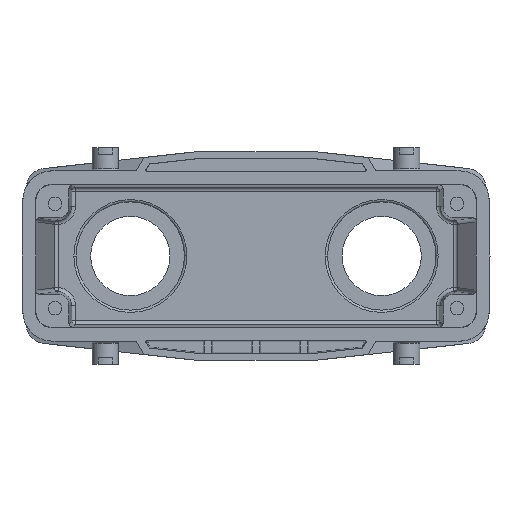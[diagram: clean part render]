
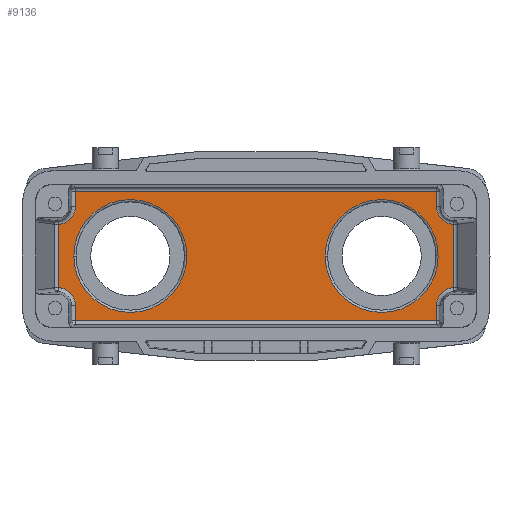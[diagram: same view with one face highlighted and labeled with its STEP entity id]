
A CAD part, front view. The second image highlights one B-rep face of the part: STEP entity #9136.
In plain terms, the highlighted planar face has unit normal (0, -1, 0).
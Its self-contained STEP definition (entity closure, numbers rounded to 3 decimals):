
#44=CARTESIAN_POINT('',(-51.35,64.,12.85));
#45=DIRECTION('',(0.,1.,0.));
#46=DIRECTION('',(1.,0.,0.));
#47=AXIS2_PLACEMENT_3D('',#44,#45,#46);
#52=DIRECTION('',(0.,0.,-1.));
#53=VECTOR('',#52,3.896);
#54=CARTESIAN_POINT('',(-46.69,64.,16.746));
#55=LINE('',#54,#53);
#59=DIRECTION('',(1.,0.,0.));
#60=VECTOR('',#59,93.38);
#61=CARTESIAN_POINT('',(-46.69,64.,16.746));
#62=LINE('',#61,#60);
#66=DIRECTION('',(0.,0.,1.));
#67=VECTOR('',#66,3.896);
#68=CARTESIAN_POINT('',(46.69,64.,12.85));
#69=LINE('',#68,#67);
#73=CARTESIAN_POINT('',(51.35,64.,12.85));
#74=DIRECTION('',(0.,1.,0.));
#75=DIRECTION('',(-0.04,0.,-0.999));
#76=AXIS2_PLACEMENT_3D('',#73,#74,#75);
#81=DIRECTION('',(0.,0.,-1.));
#82=VECTOR('',#81,16.388);
#83=CARTESIAN_POINT('',(51.166,64.,8.194));
#84=LINE('',#83,#82);
#88=CARTESIAN_POINT('',(51.35,64.,-12.85));
#89=DIRECTION('',(0.,1.,0.));
#90=DIRECTION('',(-1.,0.,0.));
#91=AXIS2_PLACEMENT_3D('',#88,#89,#90);
#96=DIRECTION('',(0.,0.,1.));
#97=VECTOR('',#96,3.896);
#98=CARTESIAN_POINT('',(46.69,64.,-16.746));
#99=LINE('',#98,#97);
#103=DIRECTION('',(-1.,0.,0.));
#104=VECTOR('',#103,93.38);
#105=CARTESIAN_POINT('',(46.69,64.,-16.746));
#106=LINE('',#105,#104);
#110=DIRECTION('',(0.,0.,-1.));
#111=VECTOR('',#110,3.896);
#112=CARTESIAN_POINT('',(-46.69,64.,-12.85));
#113=LINE('',#112,#111);
#117=CARTESIAN_POINT('',(-51.35,64.,-12.85));
#118=DIRECTION('',(0.,1.,0.));
#119=DIRECTION('',(0.04,0.,0.999));
#120=AXIS2_PLACEMENT_3D('',#117,#118,#119);
#125=DIRECTION('',(0.,0.,-1.));
#126=VECTOR('',#125,16.388);
#127=CARTESIAN_POINT('',(-51.166,64.,8.194));
#128=LINE('',#127,#126);
#132=CARTESIAN_POINT('',(32.5,64.,0.));
#133=DIRECTION('',(0.,1.,0.));
#134=DIRECTION('',(-1.,0.,0.));
#135=AXIS2_PLACEMENT_3D('',#132,#133,#134);
#140=CARTESIAN_POINT('',(32.5,64.,0.));
#141=DIRECTION('',(0.,1.,0.));
#142=DIRECTION('',(1.,0.,0.));
#143=AXIS2_PLACEMENT_3D('',#140,#141,#142);
#148=CARTESIAN_POINT('',(-32.5,64.,0.));
#149=DIRECTION('',(0.,1.,0.));
#150=DIRECTION('',(-1.,0.,0.));
#151=AXIS2_PLACEMENT_3D('',#148,#149,#150);
#156=CARTESIAN_POINT('',(-32.5,64.,0.));
#157=DIRECTION('',(0.,1.,0.));
#158=DIRECTION('',(1.,0.,0.));
#159=AXIS2_PLACEMENT_3D('',#156,#157,#158);
#8394=CARTESIAN_POINT('',(-46.69,64.,12.85));
#8395=CARTESIAN_POINT('',(-51.166,64.,8.194));
#8396=VERTEX_POINT('',#8394);
#8397=VERTEX_POINT('',#8395);
#8398=CARTESIAN_POINT('',(-46.69,64.,16.746));
#8399=VERTEX_POINT('',#8398);
#8408=CARTESIAN_POINT('',(46.69,64.,16.746));
#8409=VERTEX_POINT('',#8408);
#8418=CARTESIAN_POINT('',(51.166,64.,8.194));
#8419=CARTESIAN_POINT('',(46.69,64.,12.85));
#8420=VERTEX_POINT('',#8418);
#8421=VERTEX_POINT('',#8419);
#8435=CARTESIAN_POINT('',(51.166,64.,-8.194));
#8436=VERTEX_POINT('',#8435);
#8450=CARTESIAN_POINT('',(46.69,64.,-12.85));
#8451=VERTEX_POINT('',#8450);
#8452=CARTESIAN_POINT('',(46.69,64.,-16.746));
#8453=VERTEX_POINT('',#8452);
#8462=CARTESIAN_POINT('',(-46.69,64.,-16.746));
#8463=VERTEX_POINT('',#8462);
#8472=CARTESIAN_POINT('',(-51.166,64.,-8.194));
#8473=CARTESIAN_POINT('',(-46.69,64.,-12.85));
#8474=VERTEX_POINT('',#8472);
#8475=VERTEX_POINT('',#8473);
#8625=CARTESIAN_POINT('',(17.9,64.,0.));
#8626=CARTESIAN_POINT('',(47.1,64.,0.));
#8627=VERTEX_POINT('',#8625);
#8628=VERTEX_POINT('',#8626);
#8633=CARTESIAN_POINT('',(-47.1,64.,0.));
#8634=CARTESIAN_POINT('',(-17.9,64.,0.));
#8635=VERTEX_POINT('',#8633);
#8636=VERTEX_POINT('',#8634);
#9094=CARTESIAN_POINT('',(-49.697,64.,-21.5));
#9095=DIRECTION('',(0.,-1.,0.));
#9096=DIRECTION('',(0.,0.,-1.));
#9097=AXIS2_PLACEMENT_3D('',#9094,#9095,#9096);
#9098=PLANE('',#9097);
#9100=ORIENTED_EDGE('',*,*,#9099,.F.);
#9102=ORIENTED_EDGE('',*,*,#9101,.F.);
#9104=ORIENTED_EDGE('',*,*,#9103,.T.);
#9106=ORIENTED_EDGE('',*,*,#9105,.F.);
#9108=ORIENTED_EDGE('',*,*,#9107,.F.);
#9109=ORIENTED_EDGE('',*,*,#9084,.T.);
#9111=ORIENTED_EDGE('',*,*,#9110,.F.);
#9113=ORIENTED_EDGE('',*,*,#9112,.F.);
#9115=ORIENTED_EDGE('',*,*,#9114,.T.);
#9117=ORIENTED_EDGE('',*,*,#9116,.F.);
#9119=ORIENTED_EDGE('',*,*,#9118,.F.);
#9121=ORIENTED_EDGE('',*,*,#9120,.F.);
#9122=EDGE_LOOP('',(#9100,#9102,#9104,#9106,#9108,#9109,#9111,#9113,#9115,#9117,
#9119,#9121));
#9123=FACE_OUTER_BOUND('',#9122,.F.);
#9125=ORIENTED_EDGE('',*,*,#9124,.F.);
#9127=ORIENTED_EDGE('',*,*,#9126,.F.);
#9128=EDGE_LOOP('',(#9125,#9127));
#9129=FACE_BOUND('',#9128,.F.);
#9131=ORIENTED_EDGE('',*,*,#9130,.F.);
#9133=ORIENTED_EDGE('',*,*,#9132,.F.);
#9134=EDGE_LOOP('',(#9131,#9133));
#9135=FACE_BOUND('',#9134,.F.);
#9136=ADVANCED_FACE('',(#9123,#9129,#9135),#9098,.T.);
#48=CIRCLE('',#47,4.66);
#77=CIRCLE('',#76,4.66);
#92=CIRCLE('',#91,4.66);
#121=CIRCLE('',#120,4.66);
#136=CIRCLE('',#135,14.6);
#144=CIRCLE('',#143,14.6);
#152=CIRCLE('',#151,14.6);
#160=CIRCLE('',#159,14.6);
#9084=EDGE_CURVE('',#8420,#8436,#84,.T.);
#9099=EDGE_CURVE('',#8396,#8397,#48,.T.);
#9101=EDGE_CURVE('',#8399,#8396,#55,.T.);
#9103=EDGE_CURVE('',#8399,#8409,#62,.T.);
#9105=EDGE_CURVE('',#8421,#8409,#69,.T.);
#9107=EDGE_CURVE('',#8420,#8421,#77,.T.);
#9110=EDGE_CURVE('',#8451,#8436,#92,.T.);
#9112=EDGE_CURVE('',#8453,#8451,#99,.T.);
#9114=EDGE_CURVE('',#8453,#8463,#106,.T.);
#9116=EDGE_CURVE('',#8475,#8463,#113,.T.);
#9118=EDGE_CURVE('',#8474,#8475,#121,.T.);
#9120=EDGE_CURVE('',#8397,#8474,#128,.T.);
#9124=EDGE_CURVE('',#8627,#8628,#136,.T.);
#9126=EDGE_CURVE('',#8628,#8627,#144,.T.);
#9130=EDGE_CURVE('',#8635,#8636,#152,.T.);
#9132=EDGE_CURVE('',#8636,#8635,#160,.T.);
